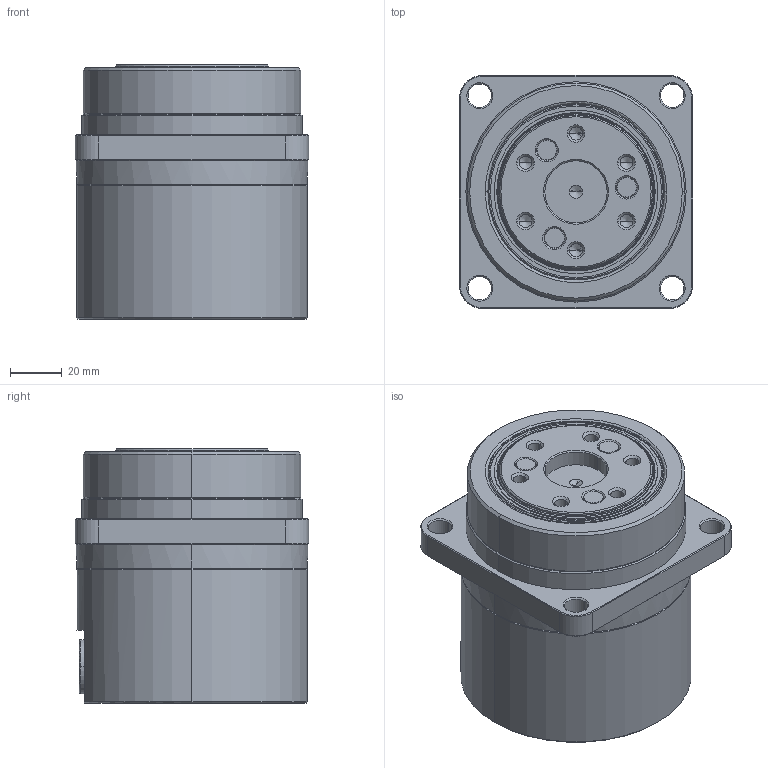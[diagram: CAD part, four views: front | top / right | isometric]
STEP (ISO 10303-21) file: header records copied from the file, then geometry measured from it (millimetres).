
FILE_DESCRIPTION (( 'STEP AP214' ), '1' );
FILE_NAME ('HPG-20A-15(21,45)-F0GKU(ZB)-SP.STEP', '2016-12-14T02:02:50', ( 'installer' ), ( '' ), 'SwSTEP 2.0', 'SolidWorks 2015', '' );
FILE_SCHEMA (( 'AUTOMOTIVE_DESIGN' ));
Length unit declared in the file: millimetre
Products named in the file (3): HPG-20A-15(21,45)-F0GKU(ZB)-SP; HPG-20A-GKU(ZB)-SP_fixed; HPG-20A-F-F0_output
Assembly tree (2 placements, depth 2):
  HPG-20A-15(21,45)-F0GKU(ZB)-SP
    HPG-20A-GKU(ZB)-SP_fixed
    HPG-20A-F-F0_output
Bounding box: 90 x 90 x 98 mm (x, y, z)
Volume: 550064.7 mm3; surface area: 76229.2 mm2
Topology: 2 solids, 2 shells, 439 faces, 1014 edges, 623 vertices
Faces by surface type: plane 150, cylinder 131, cone 128, bspline 30
Entity records: 18487 total; most frequent: CARTESIAN_POINT 3564, DIRECTION 2206, ORIENTED_EDGE 1984, EDGE_CURVE 992, AXIS2_PLACEMENT_3D 861, VERTEX_POINT 623, EDGE_LOOP 515, LINE 484
